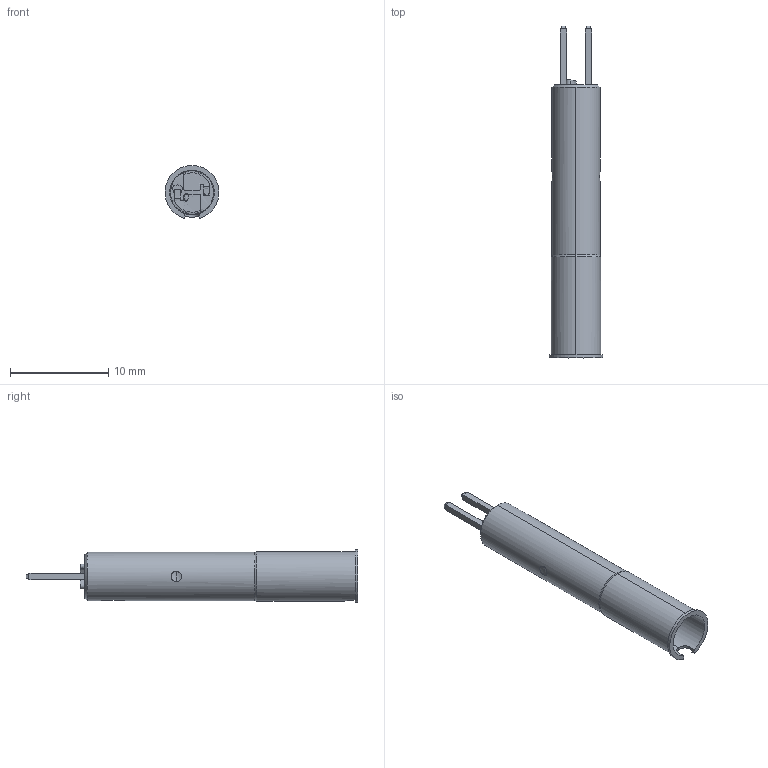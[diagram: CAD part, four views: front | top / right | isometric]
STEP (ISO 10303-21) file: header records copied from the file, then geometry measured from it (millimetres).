
FILE_DESCRIPTION (( 'STEP AP214' ), '1' );
FILE_NAME ('INGUN_114374.STEP', '2022-09-21T07:19:32', ( '' ), ( '' ), 'SwSTEP 2.0', 'SolidWorks 2021', '' );
FILE_SCHEMA (( 'AUTOMOTIVE_DESIGN' ));
Length unit declared in the file: millimetre
Products named in the file (1): INGUN_114374
Bounding box: 5.48 x 33.8 x 5.39 mm (x, y, z)
Surface area: 886.8 mm2 (no closed solid volume)
Topology: 0 solids, 2 shells, 69 faces, 216 edges, 152 vertices
Faces by surface type: plane 30, bspline 26, cylinder 11, cone 2
Entity records: 6321 total; most frequent: CARTESIAN_POINT 4686, ORIENTED_EDGE 422, EDGE_CURVE 212, DIRECTION 180, VERTEX_POINT 152, B_SPLINE_CURVE_WITH_KNOTS 130, EDGE_LOOP 77, LINE 72
